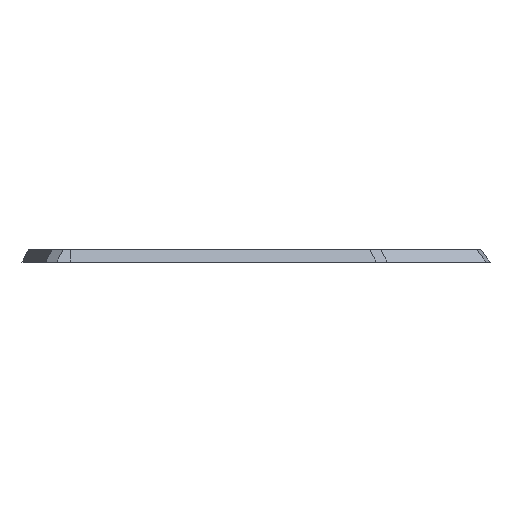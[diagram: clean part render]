
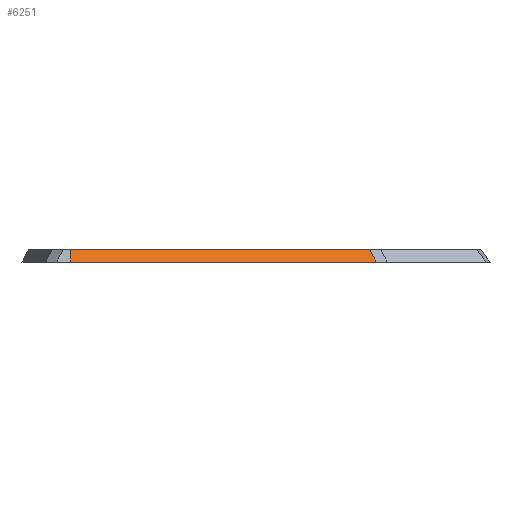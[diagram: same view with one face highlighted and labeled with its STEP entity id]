
A CAD part, left-side view. The second image highlights one B-rep face of the part: STEP entity #6251.
In plain terms, the highlighted planar face has unit normal (-0.885, 0, 0.466).
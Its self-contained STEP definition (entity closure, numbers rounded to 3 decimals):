
#133=PLANE('',#6590);
#424=FACE_OUTER_BOUND('',#735,.T.);
#735=EDGE_LOOP('',(#4538,#4539,#4540,#4541));
#1249=LINE('',#8705,#2106);
#1251=LINE('',#8709,#2108);
#1253=LINE('',#8713,#2110);
#1254=LINE('',#8714,#2111);
#2106=VECTOR('',#7072,10.);
#2108=VECTOR('',#7076,10.);
#2110=VECTOR('',#7080,10.);
#2111=VECTOR('',#7081,10.);
#2963=VERTEX_POINT('',#8702);
#2964=VERTEX_POINT('',#8704);
#2965=VERTEX_POINT('',#8708);
#2966=VERTEX_POINT('',#8712);
#3584=EDGE_CURVE('',#2963,#2964,#1249,.T.);
#3586=EDGE_CURVE('',#2965,#2964,#1251,.T.);
#3588=EDGE_CURVE('',#2963,#2966,#1253,.T.);
#3589=EDGE_CURVE('',#2965,#2966,#1254,.T.);
#4538=ORIENTED_EDGE('',*,*,#3584,.F.);
#4539=ORIENTED_EDGE('',*,*,#3588,.T.);
#4540=ORIENTED_EDGE('',*,*,#3589,.F.);
#4541=ORIENTED_EDGE('',*,*,#3586,.T.);
#6251=ADVANCED_FACE('',(#424),#133,.T.);
#6590=AXIS2_PLACEMENT_3D('',#8711,#7078,#7079);
#7072=DIRECTION('',(-0.422,-0.422,-0.802));
#7076=DIRECTION('',(0.,-1.,0.));
#7078=DIRECTION('center_axis',(-0.885,0.,0.466));
#7079=DIRECTION('ref_axis',(0.466,0.,0.885));
#7080=DIRECTION('',(0.,1.,0.));
#7081=DIRECTION('',(0.466,0.,0.885));
#8702=CARTESIAN_POINT('',(41.849,-132.593,1.6));
#8704=CARTESIAN_POINT('',(39.849,-134.593,-2.2));
#8705=CARTESIAN_POINT('',(50.35,-124.092,17.752));
#8708=CARTESIAN_POINT('',(39.852,-42.657,-2.2));
#8709=CARTESIAN_POINT('',(39.851,-70.925,-2.2));
#8711=CARTESIAN_POINT('Origin',(40.851,-70.925,-0.3));
#8712=CARTESIAN_POINT('',(41.852,-42.657,1.6));
#8713=CARTESIAN_POINT('',(41.851,-70.925,1.6));
#8714=CARTESIAN_POINT('',(39.852,-42.657,-2.2));
